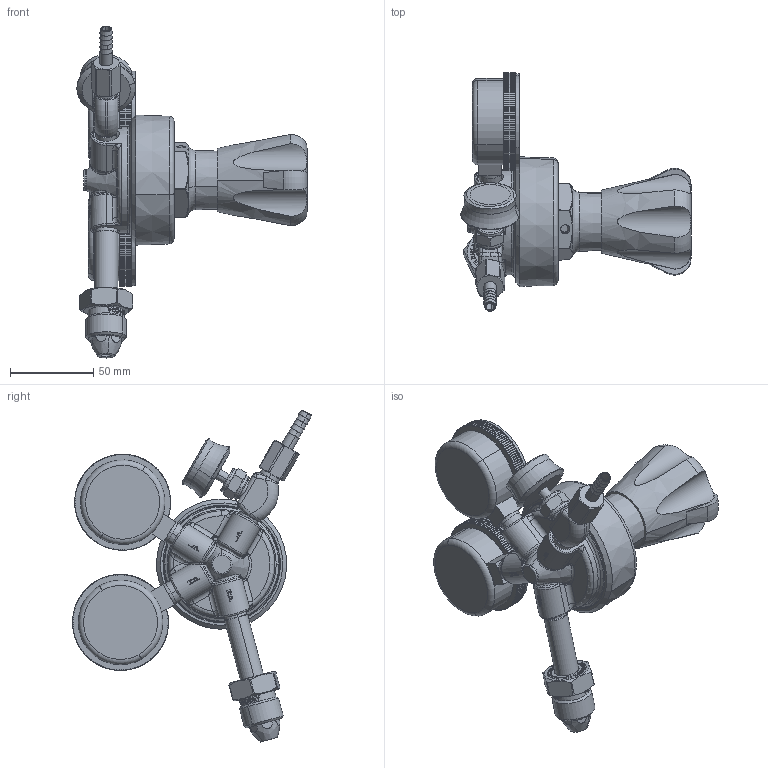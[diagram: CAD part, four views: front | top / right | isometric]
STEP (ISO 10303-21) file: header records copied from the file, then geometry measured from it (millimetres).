
FILE_DESCRIPTION((''),'2;1');
FILE_NAME('MREG-4400-XX_ASM','2020-05-28T11:38:51',('DLachman'),('MATHESON TRI-GAS'),'CREO PARAMETRIC BY PTC INC, 2018260','CREO PARAMETRIC BY PTC INC, 2018260','');
FILE_SCHEMA(('CONFIG_CONTROL_DESIGN'));
Length unit declared in the file: inch
Products named in the file (26): 9006888; 9000805; BOSS-EXTRUDE11; BOSS-EXTRUDE9; 8802918_ASM; 2INCH-GAUGENEEDLE-1-SOLID-19600; DIALFACE-9006120-1-SOLID1; 2INGAGECASE-9006135-1-SO-150548; 2INGAGELENS-1-SOLID1-255008; 9006120_ASM; 2INCH-GAUGENEEDLE-1-SOLID1-8823; 2INGAGELENS-1-SOLID1-131853; DIALFACE-9006135-1-SOLID1; 2INGAGECASE-9006135-1-SO-270098; 9006135_ASM; 9005109_1; 9003048_1; 9006889; 8802929; 9100412-KNOB-1-SOLID1_1; 9100412-PLATE-1-SOLID1_1; 9100412-STEM-1-SOLID1_1; 9100-VALVE; 9100412_1_ASM; REG-4400-HANDLE; MREG-4400-XX_ASM
Assembly tree (25 placements, depth 3):
  MREG-4400-XX_ASM
    9006888
    9000805
    8802918_ASM
      BOSS-EXTRUDE11
      BOSS-EXTRUDE9
    9006120_ASM
      2INCH-GAUGENEEDLE-1-SOLID-19600
      DIALFACE-9006120-1-SOLID1
      2INGAGECASE-9006135-1-SO-150548
      2INGAGELENS-1-SOLID1-255008
    9006135_ASM
      2INCH-GAUGENEEDLE-1-SOLID1-8823
      2INGAGELENS-1-SOLID1-131853
      DIALFACE-9006135-1-SOLID1
      2INGAGECASE-9006135-1-SO-270098
    9005109_1
    9003048_1
    9006889
    8802929
    9100412_1_ASM
      9100412-KNOB-1-SOLID1_1
      9100412-PLATE-1-SOLID1_1
      9100412-STEM-1-SOLID1_1
      9100-VALVE
    REG-4400-HANDLE
Bounding box: 138.28 x 143.45 x 199.45 mm (x, y, z)
Volume: 339957.2 mm3; surface area: 128541.8 mm2
Topology: 21 solids, 21 shells, 3333 faces, 10728 edges, 7867 vertices
Faces by surface type: plane 1807, cylinder 567, extrusion 385, bspline 259, cone 195, torus 100, sphere 20
Entity records: 169856 total; most frequent: CARTESIAN_POINT 77705, ORIENTED_EDGE 21406, DIRECTION 15433, EDGE_CURVE 10703, VERTEX_POINT 7867, VECTOR 6365, LINE 5980, AXIS2_PLACEMENT_3D 4534
